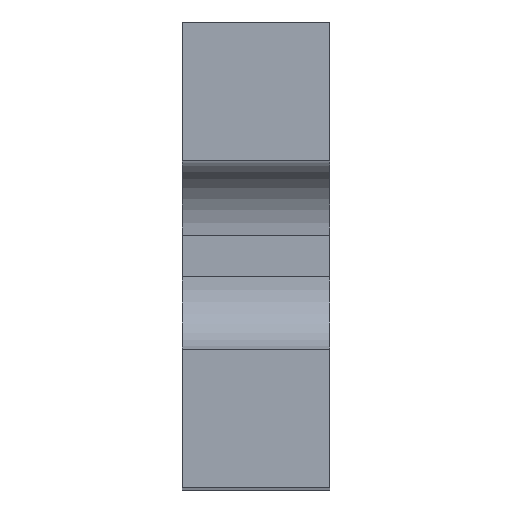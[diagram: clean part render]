
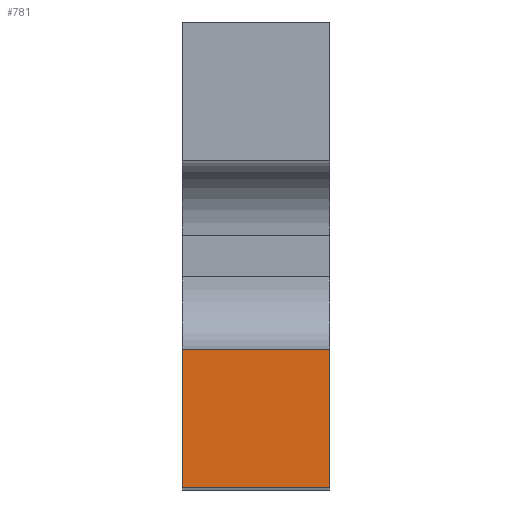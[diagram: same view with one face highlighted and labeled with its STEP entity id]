
A CAD part, top view. The second image highlights one B-rep face of the part: STEP entity #781.
In plain terms, the highlighted planar face has unit normal (0, 0, 1).
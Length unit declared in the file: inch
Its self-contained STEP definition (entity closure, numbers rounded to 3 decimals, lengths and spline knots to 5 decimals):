
#35=DIRECTION('',(0.,-1.,0.));
#36=VECTOR('',#35,0.235);
#37=CARTESIAN_POINT('',(-0.125,-0.16,1.11392));
#38=LINE('',#37,#36);
#85=DIRECTION('',(1.,0.,0.));
#86=VECTOR('',#85,0.25);
#87=CARTESIAN_POINT('',(-0.125,-0.395,1.11392));
#88=LINE('',#87,#86);
#99=DIRECTION('',(1.,0.,0.));
#100=VECTOR('',#99,0.25);
#101=CARTESIAN_POINT('',(-0.125,-0.16,1.11392));
#102=LINE('',#101,#100);
#169=DIRECTION('',(0.,-1.,0.));
#170=VECTOR('',#169,0.235);
#171=CARTESIAN_POINT('',(0.125,-0.16,1.11392));
#172=LINE('',#171,#170);
#557=CARTESIAN_POINT('',(-0.125,-0.16,1.11392));
#558=VERTEX_POINT('',#557);
#559=CARTESIAN_POINT('',(-0.125,-0.395,1.11392));
#560=VERTEX_POINT('',#559);
#577=CARTESIAN_POINT('',(0.125,-0.16,1.11392));
#578=VERTEX_POINT('',#577);
#579=CARTESIAN_POINT('',(0.125,-0.395,1.11392));
#580=VERTEX_POINT('',#579);
#768=CARTESIAN_POINT('',(-0.125,-0.16,1.11392));
#769=DIRECTION('',(0.,0.,1.));
#770=DIRECTION('',(0.,-1.,0.));
#771=AXIS2_PLACEMENT_3D('',#768,#769,#770);
#772=PLANE('',#771);
#773=ORIENTED_EDGE('',*,*,#704,.F.);
#775=ORIENTED_EDGE('',*,*,#774,.T.);
#777=ORIENTED_EDGE('',*,*,#776,.T.);
#778=ORIENTED_EDGE('',*,*,#754,.F.);
#779=EDGE_LOOP('',(#773,#775,#777,#778));
#780=FACE_OUTER_BOUND('',#779,.F.);
#781=ADVANCED_FACE('',(#780),#772,.T.);
#704=EDGE_CURVE('',#558,#560,#38,.T.);
#754=EDGE_CURVE('',#560,#580,#88,.T.);
#774=EDGE_CURVE('',#558,#578,#102,.T.);
#776=EDGE_CURVE('',#578,#580,#172,.T.);
